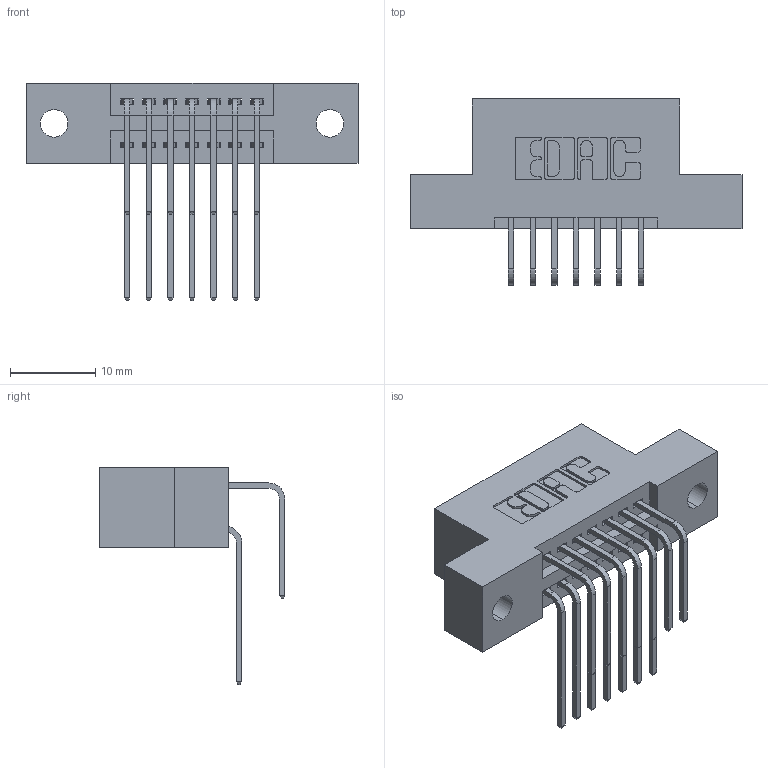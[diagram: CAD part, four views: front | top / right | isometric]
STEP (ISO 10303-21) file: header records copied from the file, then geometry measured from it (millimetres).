
FILE_DESCRIPTION (( 'STEP AP203' ), '1' );
FILE_NAME ('345-014-558-202.STEP', '2019-10-26T19:11:22', ( '' ), ( '' ), 'SwSTEP 2.0', 'SolidWorks 2016', '' );
FILE_SCHEMA (( 'CONFIG_CONTROL_DESIGN' ));
Length unit declared in the file: inch
Products named in the file (4): 345 Part_Flush Mounting Lugs - 0.128 Dia; 345-014-558-202; 345-292-001_558 Tail - 2; 345-292-001_558 559 Tail - 1
Assembly tree (15 placements, depth 2):
  345-014-558-202
    345 Part_Flush Mounting Lugs - 0.128 Dia
    345-292-001_558 559 Tail - 1  x7
    345-292-001_558 Tail - 2  x7
Bounding box: 38.99 x 21.83 x 25.53 mm (x, y, z)
Volume: 3506.6 mm3; surface area: 4612.6 mm2
Topology: 15 solids, 15 shells, 854 faces, 2511 edges, 1654 vertices
Faces by surface type: plane 570, cylinder 284
Entity records: 11859 total; most frequent: CARTESIAN_POINT 2067, ORIENTED_EDGE 1950, DIRECTION 1839, EDGE_CURVE 975, LINE 775, VECTOR 775, VERTEX_POINT 646, AXIS2_PLACEMENT_3D 532
